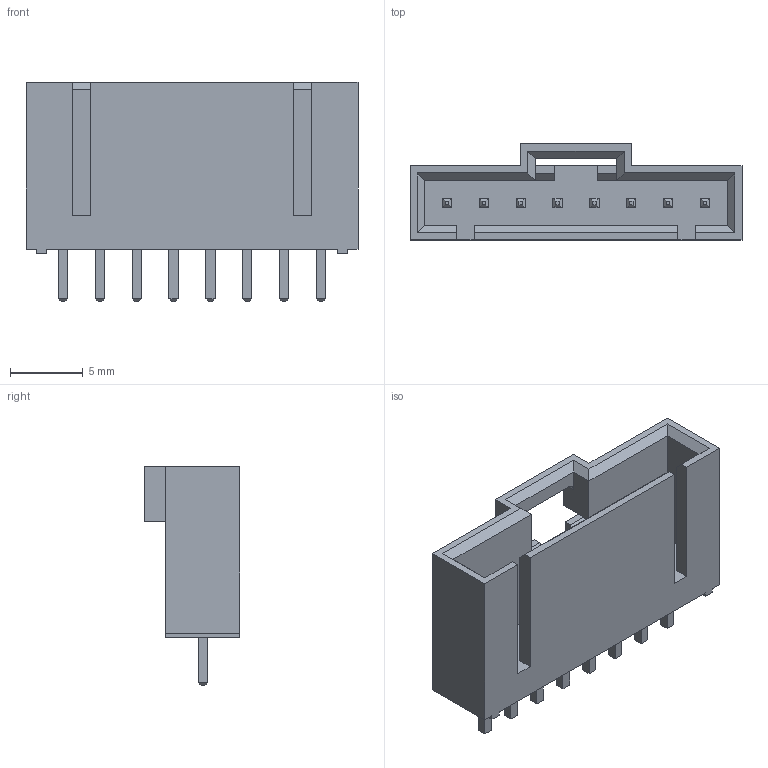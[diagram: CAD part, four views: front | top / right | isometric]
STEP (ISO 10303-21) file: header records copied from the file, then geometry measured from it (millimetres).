
FILE_DESCRIPTION (( 'STEP AP214' ), '1' );
FILE_NAME ('MX2.54-8.STEP', '2020-11-10T10:32:03', ( 'Elessar' ), ( '' ), 'SwSTEP 2.0', 'SolidWorks 2018', '' );
FILE_SCHEMA (( 'AUTOMOTIVE_DESIGN' ));
Length unit declared in the file: millimetre
Products named in the file (1): MX2.54-8
Bounding box: 22.87 x 6.6 x 15.1 mm (x, y, z)
Volume: 732.1 mm3; surface area: 1485.8 mm2
Topology: 1 solids, 1 shells, 198 faces, 472 edges, 290 vertices
Faces by surface type: plane 196, cylinder 2
Entity records: 7130 total; most frequent: CARTESIAN_POINT 961, ORIENTED_EDGE 944, DIRECTION 874, EDGE_CURVE 472, VECTOR 468, LINE 468, VERTEX_POINT 290, EDGE_LOOP 214
